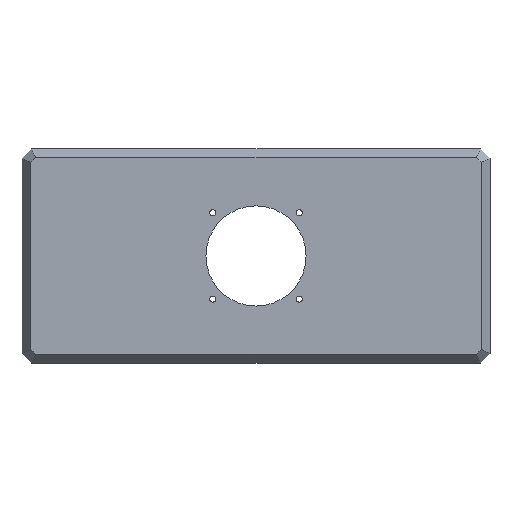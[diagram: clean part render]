
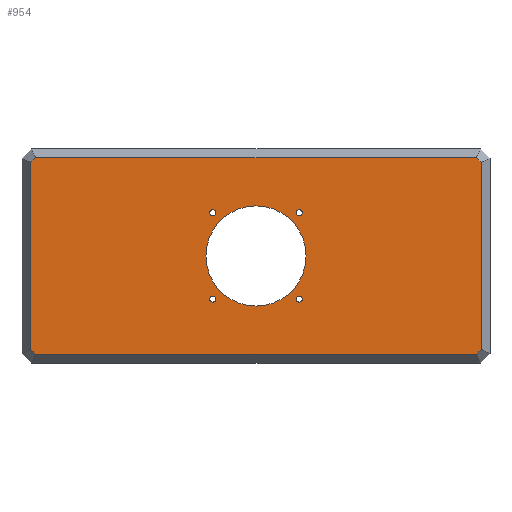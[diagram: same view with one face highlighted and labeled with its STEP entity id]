
A CAD part, top view. The second image highlights one B-rep face of the part: STEP entity #954.
In plain terms, the highlighted planar face has unit normal (0, 0, 1).
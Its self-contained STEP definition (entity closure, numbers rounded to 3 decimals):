
#25=FACE_BOUND('',#182,.T.);
#26=FACE_BOUND('',#183,.T.);
#27=FACE_BOUND('',#184,.T.);
#28=FACE_BOUND('',#185,.T.);
#29=FACE_BOUND('',#186,.T.);
#69=PLANE('',#1037);
#120=FACE_OUTER_BOUND('',#181,.T.);
#181=EDGE_LOOP('',(#853,#854,#855,#856,#857,#858,#859,#860));
#182=EDGE_LOOP('',(#861));
#183=EDGE_LOOP('',(#862,#863));
#184=EDGE_LOOP('',(#864,#865));
#185=EDGE_LOOP('',(#866,#867));
#186=EDGE_LOOP('',(#868,#869));
#264=LINE('',#1478,#375);
#268=LINE('',#1486,#379);
#271=LINE('',#1492,#382);
#274=LINE('',#1498,#385);
#277=LINE('',#1504,#388);
#281=LINE('',#1512,#392);
#284=LINE('',#1518,#395);
#287=LINE('',#1522,#398);
#375=VECTOR('',#1220,10.);
#379=VECTOR('',#1226,10.);
#382=VECTOR('',#1231,10.);
#385=VECTOR('',#1236,10.);
#388=VECTOR('',#1241,10.);
#392=VECTOR('',#1247,10.);
#395=VECTOR('',#1252,10.);
#398=VECTOR('',#1257,10.);
#419=CIRCLE('',#981,29.);
#421=CIRCLE('',#984,1.75);
#422=CIRCLE('',#985,1.75);
#424=CIRCLE('',#988,1.75);
#425=CIRCLE('',#989,1.75);
#427=CIRCLE('',#992,1.75);
#428=CIRCLE('',#993,1.75);
#430=CIRCLE('',#996,1.75);
#431=CIRCLE('',#997,1.75);
#437=VERTEX_POINT('',#1308);
#439=VERTEX_POINT('',#1314);
#440=VERTEX_POINT('',#1315);
#442=VERTEX_POINT('',#1322);
#443=VERTEX_POINT('',#1323);
#445=VERTEX_POINT('',#1330);
#446=VERTEX_POINT('',#1331);
#448=VERTEX_POINT('',#1338);
#449=VERTEX_POINT('',#1339);
#491=VERTEX_POINT('',#1476);
#492=VERTEX_POINT('',#1477);
#495=VERTEX_POINT('',#1485);
#497=VERTEX_POINT('',#1491);
#499=VERTEX_POINT('',#1497);
#501=VERTEX_POINT('',#1503);
#504=VERTEX_POINT('',#1511);
#506=VERTEX_POINT('',#1517);
#521=EDGE_CURVE('',#437,#437,#419,.T.);
#524=EDGE_CURVE('',#439,#440,#421,.T.);
#525=EDGE_CURVE('',#440,#439,#422,.T.);
#528=EDGE_CURVE('',#442,#443,#424,.T.);
#529=EDGE_CURVE('',#443,#442,#425,.T.);
#532=EDGE_CURVE('',#445,#446,#427,.T.);
#533=EDGE_CURVE('',#446,#445,#428,.T.);
#536=EDGE_CURVE('',#448,#449,#430,.T.);
#537=EDGE_CURVE('',#449,#448,#431,.T.);
#604=EDGE_CURVE('',#491,#492,#264,.T.);
#608=EDGE_CURVE('',#492,#495,#268,.T.);
#611=EDGE_CURVE('',#495,#497,#271,.T.);
#614=EDGE_CURVE('',#497,#499,#274,.T.);
#617=EDGE_CURVE('',#499,#501,#277,.T.);
#621=EDGE_CURVE('',#501,#504,#281,.T.);
#624=EDGE_CURVE('',#504,#506,#284,.T.);
#627=EDGE_CURVE('',#506,#491,#287,.T.);
#853=ORIENTED_EDGE('',*,*,#604,.F.);
#854=ORIENTED_EDGE('',*,*,#627,.F.);
#855=ORIENTED_EDGE('',*,*,#624,.F.);
#856=ORIENTED_EDGE('',*,*,#621,.F.);
#857=ORIENTED_EDGE('',*,*,#617,.F.);
#858=ORIENTED_EDGE('',*,*,#614,.F.);
#859=ORIENTED_EDGE('',*,*,#611,.F.);
#860=ORIENTED_EDGE('',*,*,#608,.F.);
#861=ORIENTED_EDGE('',*,*,#521,.T.);
#862=ORIENTED_EDGE('',*,*,#524,.T.);
#863=ORIENTED_EDGE('',*,*,#525,.T.);
#864=ORIENTED_EDGE('',*,*,#528,.T.);
#865=ORIENTED_EDGE('',*,*,#529,.T.);
#866=ORIENTED_EDGE('',*,*,#532,.T.);
#867=ORIENTED_EDGE('',*,*,#533,.T.);
#868=ORIENTED_EDGE('',*,*,#536,.T.);
#869=ORIENTED_EDGE('',*,*,#537,.T.);
#954=ADVANCED_FACE('',(#120,#25,#26,#27,#28,#29),#69,.T.);
#981=AXIS2_PLACEMENT_3D('',#1309,#1061,#1062);
#984=AXIS2_PLACEMENT_3D('',#1316,#1068,#1069);
#985=AXIS2_PLACEMENT_3D('',#1317,#1070,#1071);
#988=AXIS2_PLACEMENT_3D('',#1324,#1077,#1078);
#989=AXIS2_PLACEMENT_3D('',#1325,#1079,#1080);
#992=AXIS2_PLACEMENT_3D('',#1332,#1086,#1087);
#993=AXIS2_PLACEMENT_3D('',#1333,#1088,#1089);
#996=AXIS2_PLACEMENT_3D('',#1340,#1095,#1096);
#997=AXIS2_PLACEMENT_3D('',#1341,#1097,#1098);
#1037=AXIS2_PLACEMENT_3D('',#1541,#1275,#1276);
#1061=DIRECTION('center_axis',(0.,0.,-1.));
#1062=DIRECTION('ref_axis',(-1.,0.,0.));
#1068=DIRECTION('center_axis',(0.,0.,-1.));
#1069=DIRECTION('ref_axis',(1.,0.,0.));
#1070=DIRECTION('center_axis',(0.,0.,-1.));
#1071=DIRECTION('ref_axis',(1.,0.,0.));
#1077=DIRECTION('center_axis',(0.,0.,-1.));
#1078=DIRECTION('ref_axis',(1.,0.,0.));
#1079=DIRECTION('center_axis',(0.,0.,-1.));
#1080=DIRECTION('ref_axis',(1.,0.,0.));
#1086=DIRECTION('center_axis',(0.,0.,-1.));
#1087=DIRECTION('ref_axis',(1.,0.,0.));
#1088=DIRECTION('center_axis',(0.,0.,-1.));
#1089=DIRECTION('ref_axis',(1.,0.,0.));
#1095=DIRECTION('center_axis',(0.,0.,-1.));
#1096=DIRECTION('ref_axis',(1.,0.,0.));
#1097=DIRECTION('center_axis',(0.,0.,-1.));
#1098=DIRECTION('ref_axis',(1.,0.,0.));
#1220=DIRECTION('',(0.,-1.,0.));
#1226=DIRECTION('',(-0.707,-0.707,0.));
#1231=DIRECTION('',(-1.,0.,0.));
#1236=DIRECTION('',(-0.707,0.707,0.));
#1241=DIRECTION('',(0.,1.,0.));
#1247=DIRECTION('',(0.707,0.707,0.));
#1252=DIRECTION('',(1.,0.,0.));
#1257=DIRECTION('',(0.707,-0.707,0.));
#1275=DIRECTION('center_axis',(0.,0.,1.));
#1276=DIRECTION('ref_axis',(1.,0.,0.));
#1308=CARTESIAN_POINT('',(106.5,49.,66.));
#1309=CARTESIAN_POINT('Origin',(77.5,49.,66.));
#1314=CARTESIAN_POINT('',(54.25,74.,66.));
#1315=CARTESIAN_POINT('',(50.75,74.,66.));
#1316=CARTESIAN_POINT('Origin',(52.5,74.,66.));
#1317=CARTESIAN_POINT('Origin',(52.5,74.,66.));
#1322=CARTESIAN_POINT('',(104.25,24.,66.));
#1323=CARTESIAN_POINT('',(100.75,24.,66.));
#1324=CARTESIAN_POINT('Origin',(102.5,24.,66.));
#1325=CARTESIAN_POINT('Origin',(102.5,24.,66.));
#1330=CARTESIAN_POINT('',(104.25,74.,66.));
#1331=CARTESIAN_POINT('',(100.75,74.,66.));
#1332=CARTESIAN_POINT('Origin',(102.5,74.,66.));
#1333=CARTESIAN_POINT('Origin',(102.5,74.,66.));
#1338=CARTESIAN_POINT('',(54.25,24.,66.));
#1339=CARTESIAN_POINT('',(50.75,24.,66.));
#1340=CARTESIAN_POINT('Origin',(52.5,24.,66.));
#1341=CARTESIAN_POINT('Origin',(52.5,24.,66.));
#1476=CARTESIAN_POINT('',(208.,103.172,66.));
#1477=CARTESIAN_POINT('',(208.,-5.172,66.));
#1478=CARTESIAN_POINT('',(208.,20.879,66.));
#1485=CARTESIAN_POINT('',(205.172,-8.,66.));
#1486=CARTESIAN_POINT('',(186.771,-26.4,66.));
#1491=CARTESIAN_POINT('',(-50.172,-8.,66.));
#1492=CARTESIAN_POINT('',(12.629,-8.,66.));
#1497=CARTESIAN_POINT('',(-53.,-5.172,66.));
#1498=CARTESIAN_POINT('',(-34.65,-23.521,66.));
#1503=CARTESIAN_POINT('',(-53.,103.172,66.));
#1504=CARTESIAN_POINT('',(-53.,77.121,66.));
#1511=CARTESIAN_POINT('',(-50.172,106.,66.));
#1512=CARTESIAN_POINT('',(-31.771,124.4,66.));
#1517=CARTESIAN_POINT('',(205.172,106.,66.));
#1518=CARTESIAN_POINT('',(142.371,106.,66.));
#1522=CARTESIAN_POINT('',(189.65,121.521,66.));
#1541=CARTESIAN_POINT('Origin',(77.5,49.,66.));
